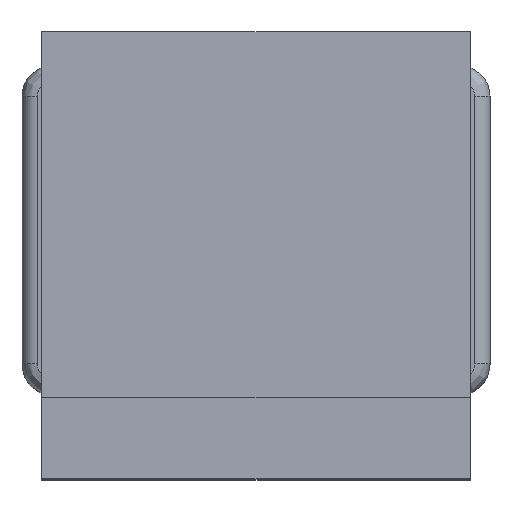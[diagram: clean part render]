
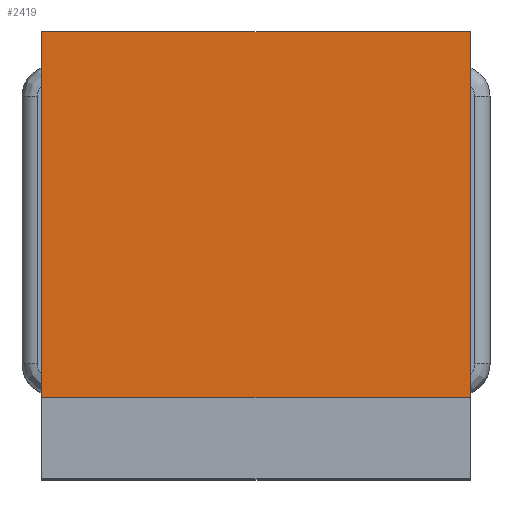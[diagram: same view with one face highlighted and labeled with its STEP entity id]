
A CAD part, top view. The second image highlights one B-rep face of the part: STEP entity #2419.
In plain terms, the highlighted planar face has unit normal (0, 0, 1).
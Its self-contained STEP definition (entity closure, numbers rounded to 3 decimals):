
#132 = EDGE_LOOP ( 'NONE', ( #2072, #2073, #2074, #2075 ) ) ;
#699 = LINE ( 'NONE', #1121, #700 ) ;
#700 = VECTOR ( 'NONE', #1122, 1000. ) ;
#703 = LINE ( 'NONE', #1125, #704 ) ;
#704 = VECTOR ( 'NONE', #1126, 1000. ) ;
#708 = LINE ( 'NONE', #1140, #717 ) ;
#714 = VECTOR ( 'NONE', #1160, 1000. ) ;
#717 = VECTOR ( 'NONE', #1145, 1000. ) ;
#722 = LINE ( 'NONE', #1155, #714 ) ;
#953 = AXIS2_PLACEMENT_3D ( 'NONE', #1682, #1695, #1696 ) ;
#1121 = CARTESIAN_POINT ( 'NONE',  ( -0.695, 1.44, 1.08 ) ) ;
#1122 = DIRECTION ( 'NONE',  ( 1., 0., 0. ) ) ;
#1125 = CARTESIAN_POINT ( 'NONE',  ( -0.695, 0.254, 1.08 ) ) ;
#1126 = DIRECTION ( 'NONE',  ( -1., 0., 0. ) ) ;
#1140 = CARTESIAN_POINT ( 'NONE',  ( -0.695, 1.42, 1.08 ) ) ;
#1145 = DIRECTION ( 'NONE',  ( 0., -1., 0. ) ) ;
#1155 = CARTESIAN_POINT ( 'NONE',  ( 0.695, 1.42, 1.08 ) ) ;
#1160 = DIRECTION ( 'NONE',  ( 0., 1., 0. ) ) ;
#1505 = FACE_OUTER_BOUND ( 'NONE', #132, .T. ) ;
#1678 = PLANE ( 'NONE',  #953 ) ;
#1682 = CARTESIAN_POINT ( 'NONE',  ( -0.695, 1.42, 1.08 ) ) ;
#1695 = DIRECTION ( 'NONE',  ( 0., 0., -1. ) ) ;
#1696 = DIRECTION ( 'NONE',  ( -1., 0., 0. ) ) ;
#1881 = CARTESIAN_POINT ( 'NONE',  ( -0.695, 0.254, 1.08 ) ) ;
#1891 = CARTESIAN_POINT ( 'NONE',  ( -0.695, 1.44, 1.08 ) ) ;
#1892 = CARTESIAN_POINT ( 'NONE',  ( 0.695, 1.44, 1.08 ) ) ;
#1893 = CARTESIAN_POINT ( 'NONE',  ( 0.695, 0.254, 1.08 ) ) ;
#2072 = ORIENTED_EDGE ( 'NONE', *, *, #2301, .T. ) ;
#2073 = ORIENTED_EDGE ( 'NONE', *, *, #2286, .F. ) ;
#2074 = ORIENTED_EDGE ( 'NONE', *, *, #2296, .T. ) ;
#2075 = ORIENTED_EDGE ( 'NONE', *, *, #2288, .F. ) ;
#2286 = EDGE_CURVE ( 'NONE', #2456, #2457, #699, .T. ) ;
#2288 = EDGE_CURVE ( 'NONE', #2459, #2458, #703, .T. ) ;
#2296 = EDGE_CURVE ( 'NONE', #2456, #2458, #708, .T. ) ;
#2301 = EDGE_CURVE ( 'NONE', #2459, #2457, #722, .T. ) ;
#2419 = ADVANCED_FACE ( 'NONE', ( #1505 ), #1678, .F. ) ;
#2456 = VERTEX_POINT ( 'NONE', #1891 ) ;
#2457 = VERTEX_POINT ( 'NONE', #1892 ) ;
#2458 = VERTEX_POINT ( 'NONE', #1881 ) ;
#2459 = VERTEX_POINT ( 'NONE', #1893 ) ;
